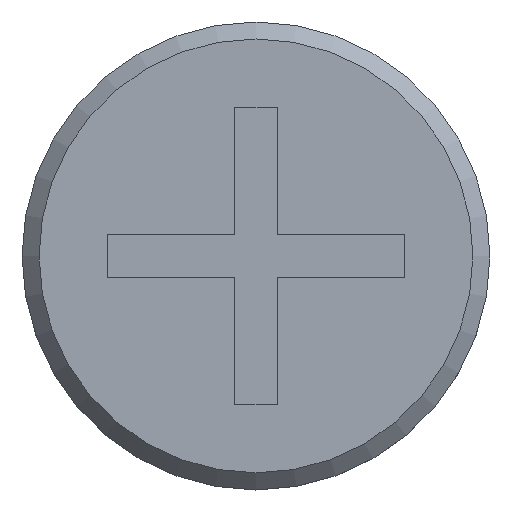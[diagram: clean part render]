
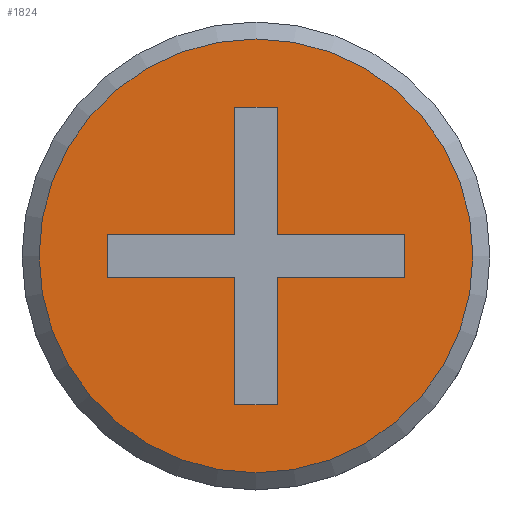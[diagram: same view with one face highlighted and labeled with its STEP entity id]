
A CAD part, top view. The second image highlights one B-rep face of the part: STEP entity #1824.
In plain terms, the highlighted planar face has unit normal (0, 0, 1).
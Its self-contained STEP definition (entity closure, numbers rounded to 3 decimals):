
#54=LINE('',#2722,#234);
#55=LINE('',#2725,#235);
#56=LINE('',#2727,#236);
#57=LINE('',#2729,#237);
#58=LINE('',#2731,#238);
#59=LINE('',#2733,#239);
#60=LINE('',#2735,#240);
#61=LINE('',#2737,#241);
#62=LINE('',#2739,#242);
#63=LINE('',#2741,#243);
#64=LINE('',#2743,#244);
#65=LINE('',#2745,#245);
#234=VECTOR('',#2150,1000.);
#235=VECTOR('',#2151,1000.);
#236=VECTOR('',#2152,1000.);
#237=VECTOR('',#2153,1000.);
#238=VECTOR('',#2154,1000.);
#239=VECTOR('',#2155,1000.);
#240=VECTOR('',#2156,1000.);
#241=VECTOR('',#2157,1000.);
#242=VECTOR('',#2158,1000.);
#243=VECTOR('',#2159,1000.);
#244=VECTOR('',#2160,1000.);
#245=VECTOR('',#2161,1000.);
#414=ORIENTED_EDGE('',*,*,#944,.T.);
#415=ORIENTED_EDGE('',*,*,#945,.T.);
#416=ORIENTED_EDGE('',*,*,#946,.T.);
#417=ORIENTED_EDGE('',*,*,#947,.T.);
#418=ORIENTED_EDGE('',*,*,#948,.T.);
#419=ORIENTED_EDGE('',*,*,#949,.T.);
#420=ORIENTED_EDGE('',*,*,#950,.T.);
#421=ORIENTED_EDGE('',*,*,#951,.T.);
#422=ORIENTED_EDGE('',*,*,#952,.T.);
#423=ORIENTED_EDGE('',*,*,#953,.T.);
#424=ORIENTED_EDGE('',*,*,#954,.T.);
#425=ORIENTED_EDGE('',*,*,#955,.T.);
#426=ORIENTED_EDGE('',*,*,#956,.T.);
#944=EDGE_CURVE('',#1209,#1209,#1390,.F.);
#945=EDGE_CURVE('',#1210,#1211,#54,.T.);
#946=EDGE_CURVE('',#1211,#1212,#55,.T.);
#947=EDGE_CURVE('',#1212,#1213,#56,.T.);
#948=EDGE_CURVE('',#1213,#1214,#57,.T.);
#949=EDGE_CURVE('',#1214,#1215,#58,.T.);
#950=EDGE_CURVE('',#1215,#1216,#59,.T.);
#951=EDGE_CURVE('',#1216,#1217,#60,.T.);
#952=EDGE_CURVE('',#1217,#1218,#61,.T.);
#953=EDGE_CURVE('',#1218,#1219,#62,.T.);
#954=EDGE_CURVE('',#1219,#1220,#63,.T.);
#955=EDGE_CURVE('',#1220,#1221,#64,.T.);
#956=EDGE_CURVE('',#1221,#1210,#65,.T.);
#1209=VERTEX_POINT('',#2721);
#1210=VERTEX_POINT('',#2723);
#1211=VERTEX_POINT('',#2724);
#1212=VERTEX_POINT('',#2726);
#1213=VERTEX_POINT('',#2728);
#1214=VERTEX_POINT('',#2730);
#1215=VERTEX_POINT('',#2732);
#1216=VERTEX_POINT('',#2734);
#1217=VERTEX_POINT('',#2736);
#1218=VERTEX_POINT('',#2738);
#1219=VERTEX_POINT('',#2740);
#1220=VERTEX_POINT('',#2742);
#1221=VERTEX_POINT('',#2744);
#1390=CIRCLE('',#1949,2.55);
#1475=EDGE_LOOP('',(#414));
#1476=EDGE_LOOP('',(#415,#416,#417,#418,#419,#420,#421,#422,#423,#424,#425,
#426));
#1611=FACE_BOUND('',#1475,.T.);
#1612=FACE_BOUND('',#1476,.T.);
#1747=PLANE('',#1948);
#1824=ADVANCED_FACE('',(#1611,#1612),#1747,.F.);
#1948=AXIS2_PLACEMENT_3D('',#2719,#2146,#2147);
#1949=AXIS2_PLACEMENT_3D('',#2720,#2148,#2149);
#2146=DIRECTION('',(0.,0.,-1.));
#2147=DIRECTION('',(-1.,0.,0.));
#2148=DIRECTION('',(0.,0.,-1.));
#2149=DIRECTION('',(-1.,0.,0.));
#2150=DIRECTION('',(0.,-1.,0.));
#2151=DIRECTION('',(-1.,0.,0.));
#2152=DIRECTION('',(0.,1.,0.));
#2153=DIRECTION('',(-1.,0.,0.));
#2154=DIRECTION('',(0.,1.,0.));
#2155=DIRECTION('',(1.,0.,0.));
#2156=DIRECTION('',(0.,1.,0.));
#2157=DIRECTION('',(1.,0.,0.));
#2158=DIRECTION('',(0.,-1.,0.));
#2159=DIRECTION('',(1.,0.,0.));
#2160=DIRECTION('',(0.,-1.,0.));
#2161=DIRECTION('',(-1.,0.,0.));
#2719=CARTESIAN_POINT('',(0.,0.,2.));
#2720=CARTESIAN_POINT('',(0.,0.,2.));
#2721=CARTESIAN_POINT('',(-2.55,0.,2.));
#2722=CARTESIAN_POINT('',(0.25,-0.25,2.));
#2723=CARTESIAN_POINT('',(0.25,-0.25,2.));
#2724=CARTESIAN_POINT('',(0.25,-1.75,2.));
#2725=CARTESIAN_POINT('',(0.25,-1.75,2.));
#2726=CARTESIAN_POINT('',(-0.25,-1.75,2.));
#2727=CARTESIAN_POINT('',(-0.25,-1.75,2.));
#2728=CARTESIAN_POINT('',(-0.25,-0.25,2.));
#2729=CARTESIAN_POINT('',(-0.25,-0.25,2.));
#2730=CARTESIAN_POINT('',(-1.75,-0.25,2.));
#2731=CARTESIAN_POINT('',(-1.75,-0.25,2.));
#2732=CARTESIAN_POINT('',(-1.75,0.25,2.));
#2733=CARTESIAN_POINT('',(-1.75,0.25,2.));
#2734=CARTESIAN_POINT('',(-0.25,0.25,2.));
#2735=CARTESIAN_POINT('',(-0.25,0.25,2.));
#2736=CARTESIAN_POINT('',(-0.25,1.75,2.));
#2737=CARTESIAN_POINT('',(-0.25,1.75,2.));
#2738=CARTESIAN_POINT('',(0.25,1.75,2.));
#2739=CARTESIAN_POINT('',(0.25,1.75,2.));
#2740=CARTESIAN_POINT('',(0.25,0.25,2.));
#2741=CARTESIAN_POINT('',(0.25,0.25,2.));
#2742=CARTESIAN_POINT('',(1.75,0.25,2.));
#2743=CARTESIAN_POINT('',(1.75,0.25,2.));
#2744=CARTESIAN_POINT('',(1.75,-0.25,2.));
#2745=CARTESIAN_POINT('',(1.75,-0.25,2.));
